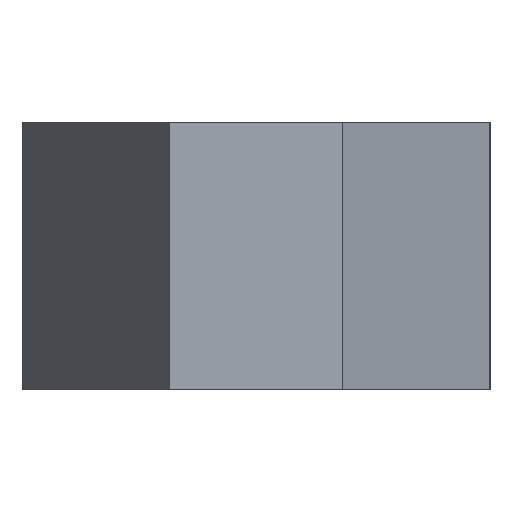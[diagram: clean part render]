
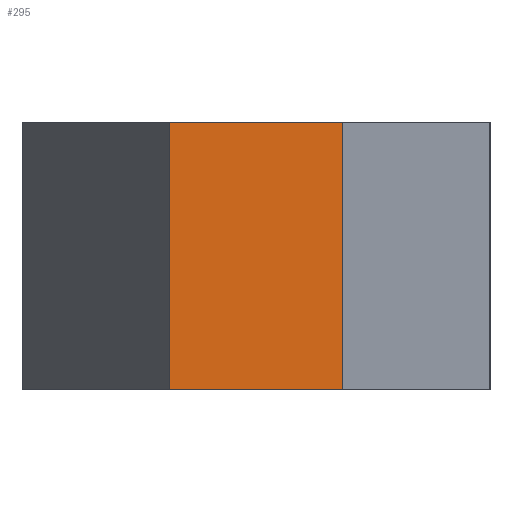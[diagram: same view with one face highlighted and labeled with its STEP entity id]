
A CAD part, left-side view. The second image highlights one B-rep face of the part: STEP entity #295.
In plain terms, the highlighted planar face has unit normal (-1, 0, 0).
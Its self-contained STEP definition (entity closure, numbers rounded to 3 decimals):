
#213=EDGE_CURVE('',#531,#551,#584,.T.);
#295=ADVANCED_FACE('',(#675),#676,.T.);
#355=VERTEX_POINT('',#745);
#413=VERTEX_POINT('',#810);
#415=EDGE_CURVE('',#355,#413,#812,.T.);
#525=EDGE_CURVE('',#551,#413,#932,.T.);
#531=VERTEX_POINT('',#939);
#535=EDGE_CURVE('',#355,#531,#944,.T.);
#551=VERTEX_POINT('',#961);
#584=LINE('',#1023,#1024);
#675=FACE_OUTER_BOUND('',#1205,.T.);
#676=PLANE('',#1206);
#745=CARTESIAN_POINT('',(-10.0,6.5,0.));
#810=CARTESIAN_POINT('',(-10.0,6.5,20.0));
#812=LINE('',#1405,#1406);
#932=LINE('',#1594,#1595);
#939=CARTESIAN_POINT('',(-10.0,-6.5,0.));
#944=LINE('',#1609,#1610);
#961=CARTESIAN_POINT('',(-10.0,-6.5,20.0));
#1023=CARTESIAN_POINT('',(-10.0,-6.5,10.0));
#1024=VECTOR('',#1660,1.0);
#1205=EDGE_LOOP('',(#1756,#1757,#1758,#1759));
#1206=AXIS2_PLACEMENT_3D('',#1760,#1761,#1762);
#1405=CARTESIAN_POINT('',(-10.0,6.5,10.0));
#1406=VECTOR('',#1923,1.0);
#1594=CARTESIAN_POINT('',(-10.0,6.5,20.0));
#1595=VECTOR('',#2028,1.0);
#1609=CARTESIAN_POINT('',(-10.0,6.5,0.));
#1610=VECTOR('',#2048,1.0);
#1660=DIRECTION('',(0.0,0.0,1.0));
#1756=ORIENTED_EDGE('',*,*,#525,.T.);
#1757=ORIENTED_EDGE('',*,*,#415,.F.);
#1758=ORIENTED_EDGE('',*,*,#535,.T.);
#1759=ORIENTED_EDGE('',*,*,#213,.T.);
#1760=CARTESIAN_POINT('',(-10.0,-6.5,10.0));
#1761=DIRECTION('',(-1.0,0.0,0.0));
#1762=DIRECTION('',(0.0,0.0,1.0));
#1923=DIRECTION('',(0.0,0.0,1.0));
#2028=DIRECTION('',(0.0,1.0,0.0));
#2048=DIRECTION('',(0.0,-1.0,0.0));
